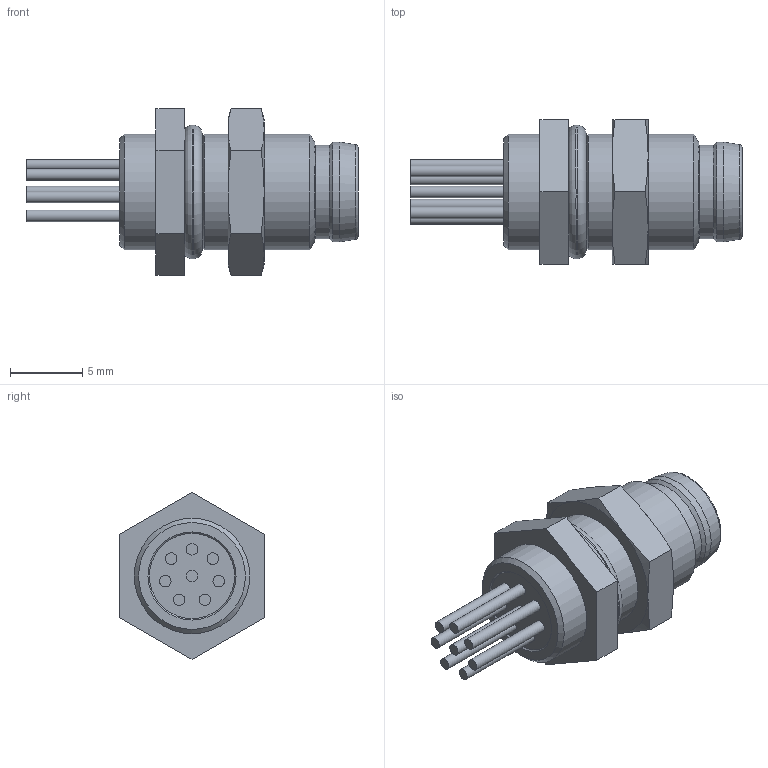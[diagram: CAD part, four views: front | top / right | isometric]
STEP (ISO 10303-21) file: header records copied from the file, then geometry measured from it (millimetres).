
FILE_DESCRIPTION(/* description */ (''),/* implementation_level */ '2;1');
FILE_NAME(/* name */ '09 3487 86 08 001_00.stp',/* time_stamp */ '2013-10-08T11:50:26+02:00',/* author */ (''),/* organization */ (''),/* preprocessor_version */ 'ST-DEVELOPER v14',/* originating_system */ 'SIEMENS PLM Software NX 8.0',/* authorisation */ '');
FILE_SCHEMA (('AUTOMOTIVE_DESIGN { 1 0 10303 214 3 1 1 1 }'));
Length unit declared in the file: millimetre
Products named in the file (1): cerl0C381CD2c7jp
Bounding box: 23 x 10 x 11.55 mm (x, y, z)
Volume: 866.2 mm3; surface area: 1045.1 mm2
Topology: 1 solids, 2 shells, 96 faces, 219 edges, 132 vertices
Faces by surface type: plane 32, cylinder 28, cone 20, torus 8, sphere 8
Full cylindrical faces by diameter (mm): 0.6 x8, 0.8 x8, 6.5 x1, 6.85 x2, 6.9 x1, 8 x3, 9.25 x1
Entity records: 2300 total; most frequent: CARTESIAN_POINT 480, DIRECTION 388, ORIENTED_EDGE 284, AXIS2_PLACEMENT_3D 177, EDGE_LOOP 157, EDGE_CURVE 142, VERTEX_POINT 109, FACE_BOUND 108
